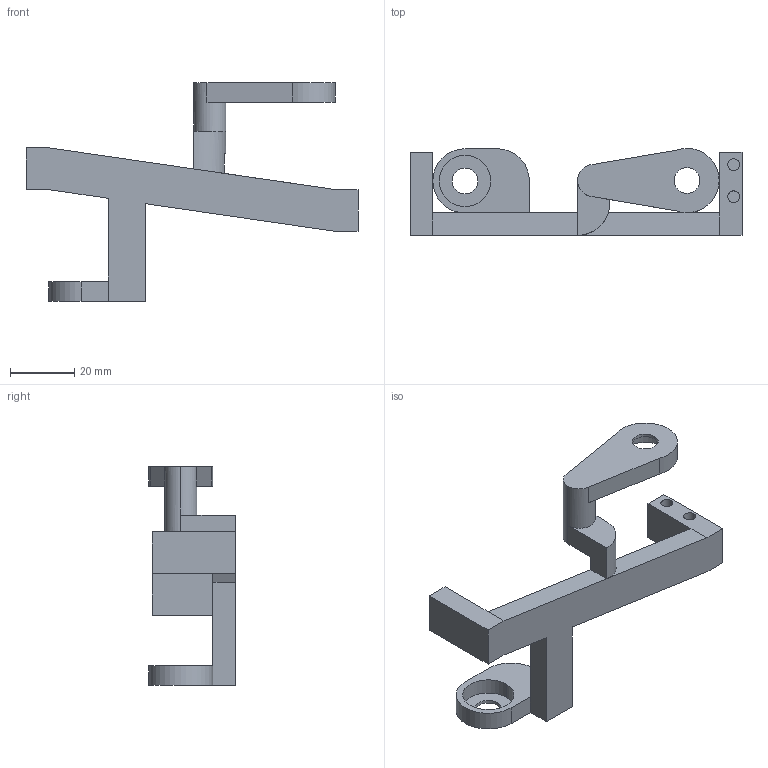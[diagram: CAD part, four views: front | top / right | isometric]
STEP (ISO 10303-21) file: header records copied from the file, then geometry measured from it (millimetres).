
FILE_DESCRIPTION (( 'STEP AP203' ), '1' );
FILE_NAME ('leg_middle.STEP', '2025-04-08T19:05:28', ( '' ), ( '' ), 'SwSTEP 2.0', 'SolidWorks 2023', '' );
FILE_SCHEMA (( 'CONFIG_CONTROL_DESIGN' ));
Length unit declared in the file: millimetre
Products named in the file (1): leg_middle
Bounding box: 103.2 x 27 x 67.9 mm (x, y, z)
Volume: 22012.5 mm3; surface area: 12203.8 mm2
Topology: 1 solids, 1 shells, 58 faces, 141 edges, 91 vertices
Faces by surface type: plane 36, cylinder 22
Entity records: 1784 total; most frequent: DIRECTION 304, CARTESIAN_POINT 294, ORIENTED_EDGE 282, EDGE_CURVE 141, AXIS2_PLACEMENT_3D 105, VECTOR 94, LINE 94, VERTEX_POINT 91
